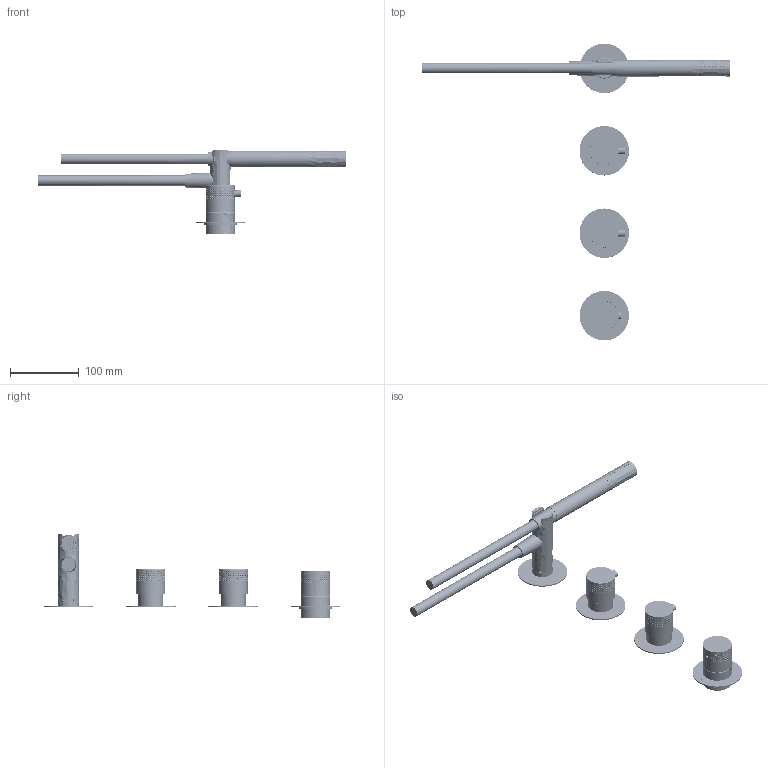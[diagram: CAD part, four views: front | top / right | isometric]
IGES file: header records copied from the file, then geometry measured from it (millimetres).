
Start section: C
Global section: file name: AR7071D.igs; native system: By Siemens PLM Incorporated; preprocessor: XPlus GENERIC/IGES 24.1.129; author: Author; organization: Title; date: 20230206.155930; units: millimetre
Bounding box: 448.24 x 432 x 123.2 mm (x, y, z)
Surface area: 184608.7 mm2 (no closed solid volume)
Topology: 0 solids, 1 shells, 2783 faces, 15448 edges, 14933 vertices
Faces by surface type: bspline 2783
